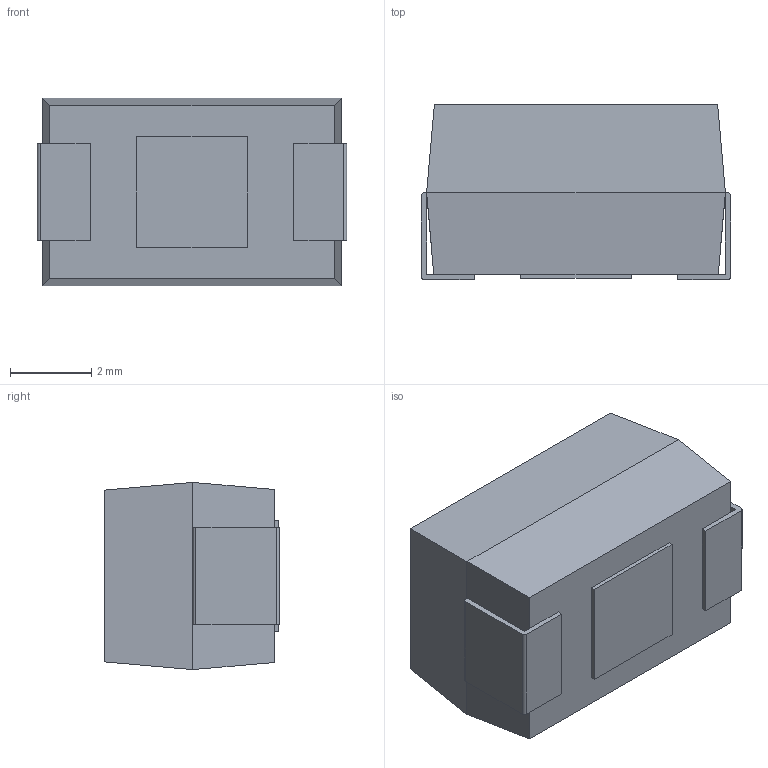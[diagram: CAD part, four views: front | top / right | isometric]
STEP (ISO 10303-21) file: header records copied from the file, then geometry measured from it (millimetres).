
FILE_DESCRIPTION (( 'STEP AP214' ), '1' );
FILE_NAME ('CTSM_7343_L7.60W4.6H4.30S1.3F2.4.STEP', '2018-05-08T16:49:27', ( '' ), ( '' ), 'SwSTEP 2.0', 'SolidWorks 2014', '' );
FILE_SCHEMA (( 'AUTOMOTIVE_DESIGN' ));
Length unit declared in the file: millimetre
Products named in the file (5): CTSM_Case_Anode_27; CTSM_Case_Cathode_27; CTSM_7343_L7.60W4.6H4.30S1.3F2.4; CTSM_Case_Bottom_27; CTSM_Case_Top_27
Assembly tree (4 placements, depth 2):
  CTSM_7343_L7.60W4.6H4.30S1.3F2.4
    CTSM_Case_Bottom_27
    CTSM_Case_Top_27
    CTSM_Case_Cathode_27
    CTSM_Case_Anode_27
Bounding box: 7.6 x 4.3 x 4.6 mm (x, y, z)
Volume: 134.7 mm3; surface area: 260.5 mm2
Topology: 7 solids, 7 shells, 94 faces, 237 edges, 158 vertices
Faces by surface type: plane 90, cylinder 4
Entity records: 3621 total; most frequent: CARTESIAN_POINT 496, ORIENTED_EDGE 474, DIRECTION 447, EDGE_CURVE 237, LINE 229, VECTOR 229, VERTEX_POINT 158, AXIS2_PLACEMENT_3D 109
